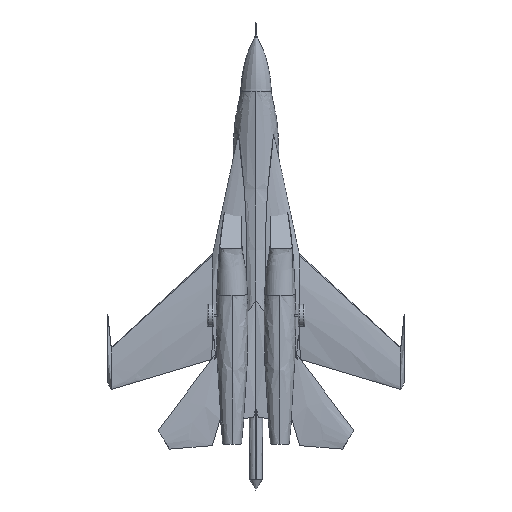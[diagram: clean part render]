
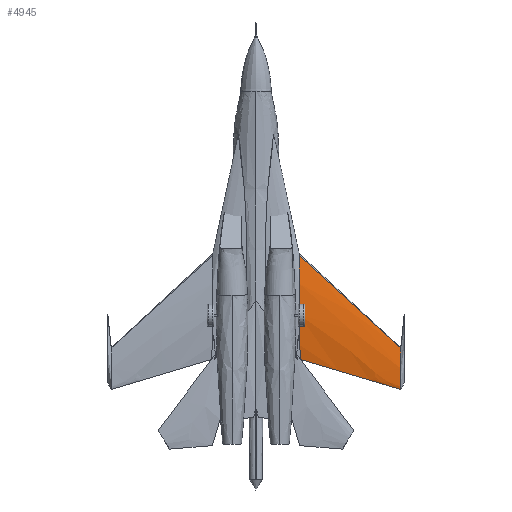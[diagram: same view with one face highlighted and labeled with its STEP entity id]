
A CAD part, front view. The second image highlights one B-rep face of the part: STEP entity #4945.
In plain terms, the highlighted free-form (B-spline) face has degree [3, 1] with [11, 2] control points.
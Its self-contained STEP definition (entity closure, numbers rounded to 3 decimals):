
#4777 = VERTEX_POINT('',#4778);
#4778 = CARTESIAN_POINT('',(39.926,111.223,
    198.216));
#4785 = EDGE_CURVE('',#4786,#4777,#4788,.T.);
#4786 = VERTEX_POINT('',#4787);
#4787 = CARTESIAN_POINT('',(39.926,111.383,
    280.732));
#4788 = B_SPLINE_CURVE_WITH_KNOTS('',3,(#4789,#4790,#4791,#4792),
  .UNSPECIFIED.,.F.,.F.,(4,4),(0.106,0.865),
  .PIECEWISE_BEZIER_KNOTS.);
#4789 = CARTESIAN_POINT('',(39.926,111.383,
    280.732));
#4790 = CARTESIAN_POINT('',(39.926,107.511,
    257.755));
#4791 = CARTESIAN_POINT('',(39.926,107.831,
    224.449));
#4792 = CARTESIAN_POINT('',(39.926,111.223,
    198.216));
#4945 = ADVANCED_FACE('',(#4946),#4983,.T.);
#4946 = FACE_BOUND('',#4947,.T.);
#4947 = EDGE_LOOP('',(#4948,#4961,#4968,#4977,#4982));
#4948 = ORIENTED_EDGE('',*,*,#4949,.F.);
#4949 = EDGE_CURVE('',#4950,#4777,#4952,.T.);
#4950 = VERTEX_POINT('',#4951);
#4951 = CARTESIAN_POINT('',(41.675,113.285,
    184.479));
#4952 = B_SPLINE_CURVE_WITH_KNOTS('',3,(#4953,#4954,#4955,#4956,#4957,
    #4958,#4959,#4960),.UNSPECIFIED.,.F.,.F.,(4,2,2,4),(0.,
    0.004,0.007,0.014),
  .UNSPECIFIED.);
#4953 = CARTESIAN_POINT('',(41.675,113.285,
    184.479));
#4954 = CARTESIAN_POINT('',(41.557,113.065,
    185.619));
#4955 = CARTESIAN_POINT('',(41.432,112.868,
    186.763));
#4956 = CARTESIAN_POINT('',(41.168,112.49,
    189.051));
#4957 = CARTESIAN_POINT('',(41.029,112.312,
    190.196));
#4958 = CARTESIAN_POINT('',(40.592,111.803,
    193.633));
#4959 = CARTESIAN_POINT('',(40.273,111.499,
    195.925));
#4960 = CARTESIAN_POINT('',(39.926,111.223,
    198.216));
#4961 = ORIENTED_EDGE('',*,*,#4962,.T.);
#4962 = EDGE_CURVE('',#4950,#4963,#4965,.T.);
#4963 = VERTEX_POINT('',#4964);
#4964 = CARTESIAN_POINT('',(133.781,111.654,
    157.082));
#4965 = B_SPLINE_CURVE_WITH_KNOTS('',1,(#4966,#4967),.UNSPECIFIED.,.F.,
  .F.,(2,2),(-48.106,49.967),.PIECEWISE_BEZIER_KNOTS.);
#4966 = CARTESIAN_POINT('',(41.675,113.285,
    184.479));
#4967 = CARTESIAN_POINT('',(133.781,111.654,
    157.082));
#4968 = ORIENTED_EDGE('',*,*,#4969,.T.);
#4969 = EDGE_CURVE('',#4963,#4970,#4972,.T.);
#4970 = VERTEX_POINT('',#4971);
#4971 = CARTESIAN_POINT('',(133.781,111.368,
    195.442));
#4972 = B_SPLINE_CURVE_WITH_KNOTS('',3,(#4973,#4974,#4975,#4976),
  .UNSPECIFIED.,.F.,.F.,(4,4),(0.099,1.),
  .PIECEWISE_BEZIER_KNOTS.);
#4973 = CARTESIAN_POINT('',(133.781,111.654,
    157.082));
#4974 = CARTESIAN_POINT('',(133.781,109.507,
    156.947));
#4975 = CARTESIAN_POINT('',(133.781,109.747,
    183.754));
#4976 = CARTESIAN_POINT('',(133.781,111.368,
    195.442));
#4977 = ORIENTED_EDGE('',*,*,#4978,.T.);
#4978 = EDGE_CURVE('',#4970,#4786,#4979,.T.);
#4979 = B_SPLINE_CURVE_WITH_KNOTS('',1,(#4980,#4981),.UNSPECIFIED.,.F.,
  .F.,(2,2),(-64.706,64.706),.PIECEWISE_BEZIER_KNOTS.);
#4980 = CARTESIAN_POINT('',(133.781,111.368,
    195.442));
#4981 = CARTESIAN_POINT('',(39.926,111.383,
    280.732));
#4982 = ORIENTED_EDGE('',*,*,#4785,.T.);
#4983 = B_SPLINE_SURFACE_WITH_KNOTS('',3,1,(
    (#4984,#4985)
    ,(#4986,#4987)
    ,(#4988,#4989)
    ,(#4990,#4991)
    ,(#4992,#4993)
    ,(#4994,#4995)
    ,(#4996,#4997)
    ,(#4998,#4999)
    ,(#5000,#5001)
    ,(#5002,#5003)
    ,(#5004,#5005
  )),.UNSPECIFIED.,.F.,.F.,.F.,(4,1,1,1,1,1,1,1,4),(2,2),(0.,
    0.213,0.625,0.795,0.878,
    0.941,0.978,0.991,1.),(0.,1.),
  .UNSPECIFIED.);
#4984 = CARTESIAN_POINT('',(39.926,111.383,
    280.732));
#4985 = CARTESIAN_POINT('',(133.781,111.368,
    195.442));
#4986 = CARTESIAN_POINT('',(39.926,110.413,
    274.975));
#4987 = CARTESIAN_POINT('',(133.781,110.991,
    192.721));
#4988 = CARTESIAN_POINT('',(39.926,108.337,
    256.167));
#4989 = CARTESIAN_POINT('',(133.781,110.333,
    184.678));
#4990 = CARTESIAN_POINT('',(39.926,108.389,
    228.115));
#4991 = CARTESIAN_POINT('',(133.781,110.015,
    174.414));
#4992 = CARTESIAN_POINT('',(39.926,110.242,
    205.987));
#4993 = CARTESIAN_POINT('',(133.781,110.164,
    165.829));
#4994 = CARTESIAN_POINT('',(39.926,111.473,
    196.113));
#4995 = CARTESIAN_POINT('',(133.781,110.418,
    161.749));
#4996 = CARTESIAN_POINT('',(39.926,112.299,
    190.681));
#4997 = CARTESIAN_POINT('',(133.781,110.692,
    159.399));
#4998 = CARTESIAN_POINT('',(39.926,112.858,
    187.453));
#4999 = CARTESIAN_POINT('',(133.781,110.986,
    157.955));
#5000 = CARTESIAN_POINT('',(39.926,113.159,
    185.826));
#5001 = CARTESIAN_POINT('',(133.781,111.3,
    157.258));
#5002 = CARTESIAN_POINT('',(39.926,113.271,
    185.234));
#5003 = CARTESIAN_POINT('',(133.781,111.54,
    157.075));
#5004 = CARTESIAN_POINT('',(39.926,113.316,
    184.999));
#5005 = CARTESIAN_POINT('',(133.781,111.654,
    157.082));
